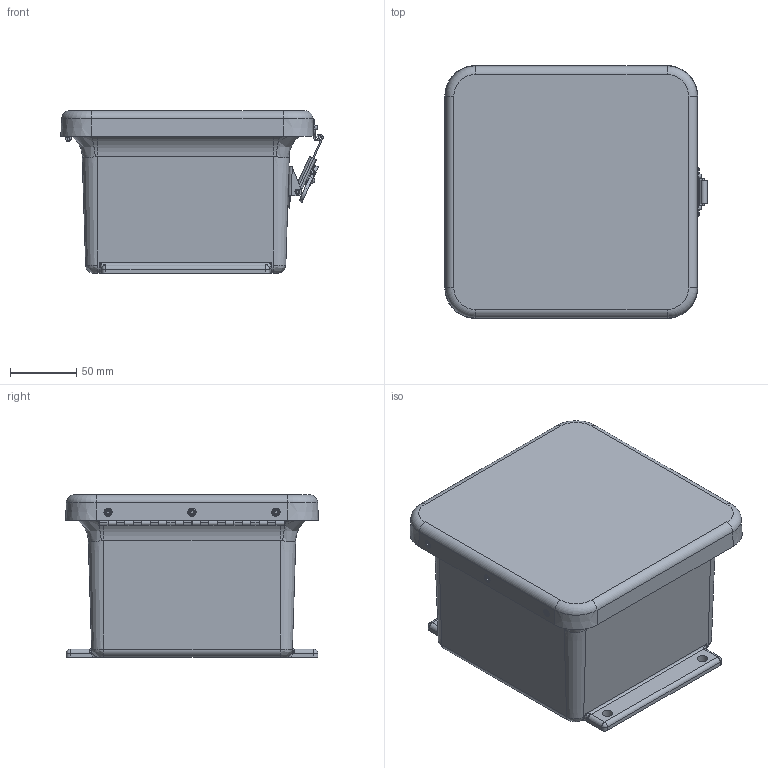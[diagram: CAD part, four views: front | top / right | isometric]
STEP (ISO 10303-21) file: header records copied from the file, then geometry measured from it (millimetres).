
FILE_DESCRIPTION(/* description */ ('BOX'),/* implementation_level */ '2;1');
FILE_NAME(/* name */ 'HW-J606CHTL.stp',/* time_stamp */ '2016-08-19T07:42:31-05:00',/* author */ ('lieb_t'),/* organization */ (''),/* preprocessor_version */ 'ST-DEVELOPER v16.5',/* originating_system */ 'Autodesk Inventor 2017',/* authorisation */ '');
FILE_SCHEMA (('CONFIG_CONTROL_DESIGN'));
Length unit declared in the file: inch
Products named in the file (24): HW-J606CHTL; WP606H&LBOX; WP606HLU; WP606HCVR; RMGAS_WP606HCVR; RMINS45821P; RMHING5-1-2; RMHING5-1-2_Box; RMHING5-1-2_Cover; RMHING5-1-2_Pin; RMRIV43; RMLATJLL150; SW3dPS-K3-2347-52_K3_Rivet; SW3dPS-K3-2347-52_K3-2347-07_K3_Slide_No.3_Link_Lock_clf; SW3dPS-K3-2347-52_k3_anchor_plate_clf; SW3dPS-K3-2347-52_k3_Link_Lock_Housing; SW3dPS-K3-2347-52_k3_upper_cam_clf1; SW3dPS-K3-2347-52_k3_wing_clf1; SW3dPS-K3-2347-52_K3_Rivet_Anchor_Plate; SW3dPS-K3-2347-52_k3_cam_lower_clf; SW3dPS-K3-2347-52_k3_cap_spring_clf; RMKEEPLL150; SW3dPS-K3-0334-52_K3-0334-07; RMRIV44
Assembly tree (33 placements, depth 3):
  HW-J606CHTL
    WP606H&LBOX
    WP606HLU
      WP606HCVR
      RMGAS_WP606HCVR
    RMINS45821P  x4
    RMHING5-1-2
      RMHING5-1-2_Box
      RMHING5-1-2_Cover
      RMHING5-1-2_Pin
      RMRIV43  x5
    RMLATJLL150
      SW3dPS-K3-2347-52_K3_Rivet
      SW3dPS-K3-2347-52_K3-2347-07_K3_Slide_No.3_Link_Lock_clf
      SW3dPS-K3-2347-52_k3_anchor_plate_clf
      SW3dPS-K3-2347-52_k3_Link_Lock_Housing
      SW3dPS-K3-2347-52_k3_upper_cam_clf1
      SW3dPS-K3-2347-52_k3_wing_clf1
      SW3dPS-K3-2347-52_K3_Rivet_Anchor_Plate
      SW3dPS-K3-2347-52_k3_cam_lower_clf
      SW3dPS-K3-2347-52_k3_cap_spring_clf
      RMRIV44  x2
    RMKEEPLL150
      SW3dPS-K3-0334-52_K3-0334-07
      RMRIV44  x2
Bounding box: 198.33 x 191.13 x 122.89 mm (x, y, z)
Volume: 610356.8 mm3; surface area: 334988.2 mm2
Topology: 29 solids, 29 shells, 768 faces, 1849 edges, 1162 vertices
Faces by surface type: cylinder 307, plane 289, bspline 76, torus 52, cone 29, sphere 15
Full cylindrical faces by diameter (mm): 1.702 x1, 2.159 x23, 2.21 x1, 2.489 x2, 2.64 x9, 2.794 x1, 3.175 x10, 3.3 x2, 3.327 x5, 3.378 x2, 3.429 x1, 3.556 x10, 3.861 x8, 4.039 x4, 4.572 x1, 4.75 x2, 4.8 x1, 4.851 x2, 5.41 x1, 5.537 x4, 6.35 x1, 6.858 x4, 7.264 x1, 7.925 x4, 13.335 x1, 13.589 x1, 15.494 x1, 16.764 x1
Entity records: 23265 total; most frequent: CARTESIAN_POINT 5717, DIRECTION 3688, ORIENTED_EDGE 3262, EDGE_CURVE 1631, AXIS2_PLACEMENT_3D 1446, VERTEX_POINT 1073, EDGE_LOOP 944, LINE 796
